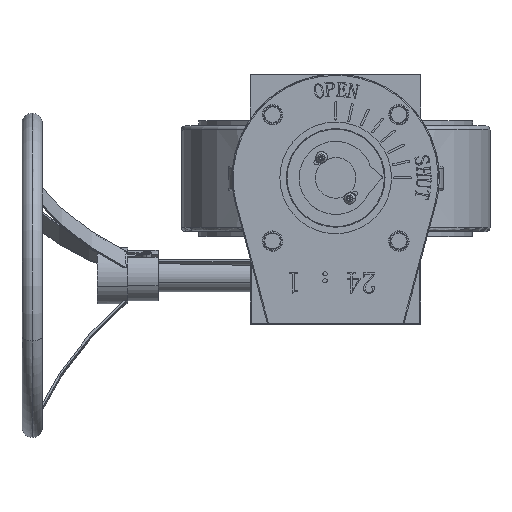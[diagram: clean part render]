
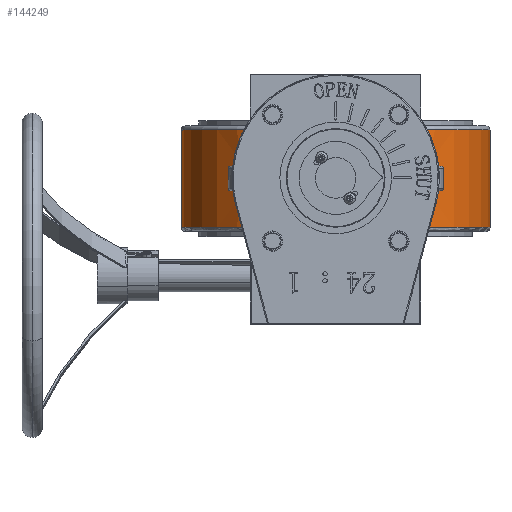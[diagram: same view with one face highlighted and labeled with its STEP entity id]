
A CAD part, top view. The second image highlights one B-rep face of the part: STEP entity #144249.
In plain terms, the highlighted cylindrical face has radius 76 mm (diameter 152 mm), a partial arc.
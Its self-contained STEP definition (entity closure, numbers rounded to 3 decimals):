
#111035=CARTESIAN_POINT('',(-76.,-24.,-0.));
#111036=VERTEX_POINT('',#111035);
#111044=CARTESIAN_POINT('',(76.,-24.,-0.));
#111045=VERTEX_POINT('',#111044);
#111470=CARTESIAN_POINT('',(-76.,24.,-0.));
#111471=VERTEX_POINT('',#111470);
#111490=CARTESIAN_POINT('',(76.,24.,0.));
#111491=VERTEX_POINT('',#111490);
#116101=CARTESIAN_POINT('',(76.,24.,-0.));
#116102=DIRECTION('',(-0.,-1.,0.));
#116103=VECTOR('',#116102,48.);
#116104=LINE('',#116101,#116103);
#116105=EDGE_CURVE('',#111491,#111045,#116104,.T.);
#116108=CARTESIAN_POINT('',(-76.,24.,0.));
#116109=DIRECTION('',(-0.,-1.,0.));
#116110=VECTOR('',#116109,48.);
#116111=LINE('',#116108,#116110);
#116112=EDGE_CURVE('',#111471,#111036,#116111,.T.);
#116328=CARTESIAN_POINT('',(-45.514,7.,60.864));
#116329=VERTEX_POINT('',#116328);
#116349=CARTESIAN_POINT('',(-45.514,-7.,60.864));
#116350=VERTEX_POINT('',#116349);
#116351=CARTESIAN_POINT('',(-45.514,-7.,60.864));
#116352=DIRECTION('',(0.,1.,-0.));
#116353=VECTOR('',#116352,14.);
#116354=LINE('',#116351,#116353);
#116355=EDGE_CURVE('',#116350,#116329,#116354,.T.);
#118776=CARTESIAN_POINT('',(18.26,7.,73.774));
#118777=VERTEX_POINT('',#118776);
#118787=CARTESIAN_POINT('',(18.26,18.5,73.774));
#118788=VERTEX_POINT('',#118787);
#118789=CARTESIAN_POINT('',(18.26,18.5,73.774));
#118790=DIRECTION('',(-0.,-1.,0.));
#118791=VECTOR('',#118790,11.5);
#118792=LINE('',#118789,#118791);
#118793=EDGE_CURVE('',#118788,#118777,#118792,.T.);
#118875=CARTESIAN_POINT('',(-18.26,18.5,73.774));
#118876=VERTEX_POINT('',#118875);
#118877=CARTESIAN_POINT('',(0.,18.5,-0.));
#118878=DIRECTION('',(0.,1.,-0.));
#118879=DIRECTION('',(1.,-0.,-0.));
#118880=AXIS2_PLACEMENT_3D('',#118877,#118878,#118879);
#118881=CIRCLE('',#118880,76.);
#118882=EDGE_CURVE('',#118876,#118788,#118881,.T.);
#118994=CARTESIAN_POINT('',(-18.26,7.,73.774));
#118995=VERTEX_POINT('',#118994);
#119030=CARTESIAN_POINT('',(-18.26,7.,73.774));
#119031=DIRECTION('',(0.,1.,-0.));
#119032=VECTOR('',#119031,11.5);
#119033=LINE('',#119030,#119032);
#119034=EDGE_CURVE('',#118995,#118876,#119033,.T.);
#119185=CARTESIAN_POINT('',(0.,7.,-0.));
#119186=DIRECTION('',(0.,1.,-0.));
#119187=DIRECTION('',(1.,-0.,-0.));
#119188=AXIS2_PLACEMENT_3D('',#119185,#119186,#119187);
#119189=CIRCLE('',#119188,76.);
#119190=EDGE_CURVE('',#116329,#118995,#119189,.T.);
#119219=CARTESIAN_POINT('',(-18.26,-7.,73.774));
#119220=VERTEX_POINT('',#119219);
#119221=CARTESIAN_POINT('',(-18.26,-7.,73.774));
#119222=CARTESIAN_POINT('',(-19.488,-7.,73.47));
#119223=CARTESIAN_POINT('',(-20.708,-7.,73.135));
#119224=CARTESIAN_POINT('',(-21.919,-7.,72.771));
#119225=CARTESIAN_POINT('',(-23.13,-7.,72.406));
#119226=CARTESIAN_POINT('',(-24.332,-7.,72.011));
#119227=CARTESIAN_POINT('',(-25.524,-7.,71.586));
#119228=CARTESIAN_POINT('',(-26.715,-7.,71.161));
#119229=CARTESIAN_POINT('',(-27.896,-7.,70.706));
#119230=CARTESIAN_POINT('',(-29.065,-7.,70.223));
#119231=CARTESIAN_POINT('',(-30.234,-7.,69.739));
#119232=CARTESIAN_POINT('',(-31.39,-7.,69.226));
#119233=CARTESIAN_POINT('',(-32.534,-7.,68.685));
#119234=CARTESIAN_POINT('',(-33.677,-7.,68.143));
#119235=CARTESIAN_POINT('',(-34.806,-7.,67.573));
#119236=CARTESIAN_POINT('',(-35.921,-7.,66.975));
#119237=CARTESIAN_POINT('',(-37.036,-7.,66.377));
#119238=CARTESIAN_POINT('',(-38.136,-7.,65.752));
#119239=CARTESIAN_POINT('',(-39.219,-7.,65.099));
#119240=CARTESIAN_POINT('',(-40.303,-7.,64.446));
#119241=CARTESIAN_POINT('',(-41.37,-7.,63.766));
#119242=CARTESIAN_POINT('',(-42.42,-7.,63.06));
#119243=CARTESIAN_POINT('',(-43.469,-7.,62.354));
#119244=CARTESIAN_POINT('',(-44.501,-7.,61.622));
#119245=CARTESIAN_POINT('',(-45.514,-7.,60.864));
#119246=B_SPLINE_CURVE_WITH_KNOTS('',3,(#119221,#119222,#119223,#119224,#119225,#119226,#119227,#119228,#119229,#119230,#119231,#119232,#119233,#119234,#119235,#119236,#119237,#119238,#119239,#119240,#119241,#119242,#119243,#119244,#119245),.UNSPECIFIED.,.F.,.F.,(4,3,3,3,3,3,3,3,4),(103.902,106.763,109.624,112.485,115.345,118.206,121.067,123.928,126.789),.UNSPECIFIED.);
#119247=EDGE_CURVE('',#119220,#116350,#119246,.T.);
#119308=CARTESIAN_POINT('',(-18.26,-18.5,73.774));
#119309=VERTEX_POINT('',#119308);
#119310=CARTESIAN_POINT('',(-18.26,-18.5,73.774));
#119311=DIRECTION('',(0.,1.,-0.));
#119312=VECTOR('',#119311,11.5);
#119313=LINE('',#119310,#119312);
#119314=EDGE_CURVE('',#119309,#119220,#119313,.T.);
#119396=CARTESIAN_POINT('',(18.26,-18.5,73.774));
#119397=VERTEX_POINT('',#119396);
#119398=CARTESIAN_POINT('',(-0.,-18.5,-0.));
#119399=DIRECTION('',(-0.,-1.,-0.));
#119400=DIRECTION('',(-1.,0.,0.));
#119401=AXIS2_PLACEMENT_3D('',#119398,#119399,#119400);
#119402=CIRCLE('',#119401,76.);
#119403=EDGE_CURVE('',#119397,#119309,#119402,.T.);
#119534=CARTESIAN_POINT('',(18.26,-7.,73.774));
#119535=VERTEX_POINT('',#119534);
#119536=CARTESIAN_POINT('',(18.26,-7.,73.774));
#119537=DIRECTION('',(-0.,-1.,0.));
#119538=VECTOR('',#119537,11.5);
#119539=LINE('',#119536,#119538);
#119540=EDGE_CURVE('',#119535,#119397,#119539,.T.);
#119564=CARTESIAN_POINT('',(45.514,-7.,60.864));
#119565=VERTEX_POINT('',#119564);
#119707=CARTESIAN_POINT('',(-0.,-7.,-0.));
#119708=DIRECTION('',(-0.,-1.,-0.));
#119709=DIRECTION('',(-1.,0.,0.));
#119710=AXIS2_PLACEMENT_3D('',#119707,#119708,#119709);
#119711=CIRCLE('',#119710,76.);
#119712=EDGE_CURVE('',#119565,#119535,#119711,.T.);
#119849=CARTESIAN_POINT('',(45.514,7.,60.864));
#119850=VERTEX_POINT('',#119849);
#119870=CARTESIAN_POINT('',(-0.,7.,-0.));
#119871=DIRECTION('',(0.,1.,0.));
#119872=DIRECTION('',(-1.,0.,0.));
#119873=AXIS2_PLACEMENT_3D('',#119870,#119871,#119872);
#119874=CIRCLE('',#119873,76.);
#119875=EDGE_CURVE('',#118777,#119850,#119874,.T.);
#143339=CARTESIAN_POINT('',(-0.,-24.,-0.));
#143340=DIRECTION('',(-0.,-1.,-0.));
#143341=DIRECTION('',(-1.,0.,0.));
#143342=AXIS2_PLACEMENT_3D('',#143339,#143340,#143341);
#143343=CIRCLE('',#143342,76.);
#143344=EDGE_CURVE('',#111045,#111036,#143343,.T.);
#143355=CARTESIAN_POINT('',(-0.,24.,0.));
#143356=DIRECTION('',(0.,1.,0.));
#143357=DIRECTION('',(-1.,0.,0.));
#143358=AXIS2_PLACEMENT_3D('',#143355,#143356,#143357);
#143359=CIRCLE('',#143358,76.);
#143360=EDGE_CURVE('',#111471,#111491,#143359,.T.);
#144219=CARTESIAN_POINT('',(-0.,-26.,0.));
#144220=DIRECTION('',(0.,1.,-0.));
#144221=DIRECTION('',(1.,-0.,-0.));
#144222=AXIS2_PLACEMENT_3D('',#144219,#144220,#144221);
#144223=CYLINDRICAL_SURFACE('',#144222,76.);
#144224=ORIENTED_EDGE('',*,*,#116105,.F.);
#144225=ORIENTED_EDGE('',*,*,#143360,.F.);
#144226=ORIENTED_EDGE('',*,*,#116112,.T.);
#144227=ORIENTED_EDGE('',*,*,#143344,.F.);
#144228=EDGE_LOOP('',(#144224,#144225,#144226,#144227));
#144229=FACE_BOUND('',#144228,.T.);
#144230=ORIENTED_EDGE('',*,*,#119034,.T.);
#144231=ORIENTED_EDGE('',*,*,#118882,.T.);
#144232=ORIENTED_EDGE('',*,*,#118793,.T.);
#144233=ORIENTED_EDGE('',*,*,#119875,.T.);
#144234=CARTESIAN_POINT('',(45.514,7.,60.864));
#144235=DIRECTION('',(-0.,-1.,0.));
#144236=VECTOR('',#144235,14.);
#144237=LINE('',#144234,#144236);
#144238=EDGE_CURVE('',#119850,#119565,#144237,.T.);
#144239=ORIENTED_EDGE('',*,*,#144238,.T.);
#144240=ORIENTED_EDGE('',*,*,#119712,.T.);
#144241=ORIENTED_EDGE('',*,*,#119540,.T.);
#144242=ORIENTED_EDGE('',*,*,#119403,.T.);
#144243=ORIENTED_EDGE('',*,*,#119314,.T.);
#144244=ORIENTED_EDGE('',*,*,#119247,.T.);
#144245=ORIENTED_EDGE('',*,*,#116355,.T.);
#144246=ORIENTED_EDGE('',*,*,#119190,.T.);
#144247=EDGE_LOOP('',(#144230,#144231,#144232,#144233,#144239,#144240,#144241,#144242,#144243,#144244,#144245,#144246));
#144248=FACE_BOUND('',#144247,.T.);
#144249=ADVANCED_FACE('',(#144229,#144248),#144223,.T.);
